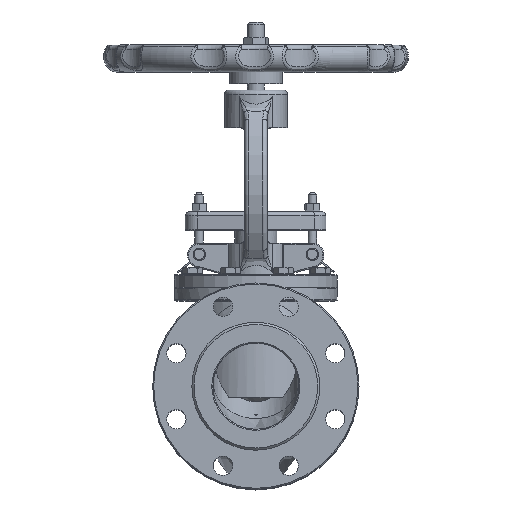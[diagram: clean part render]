
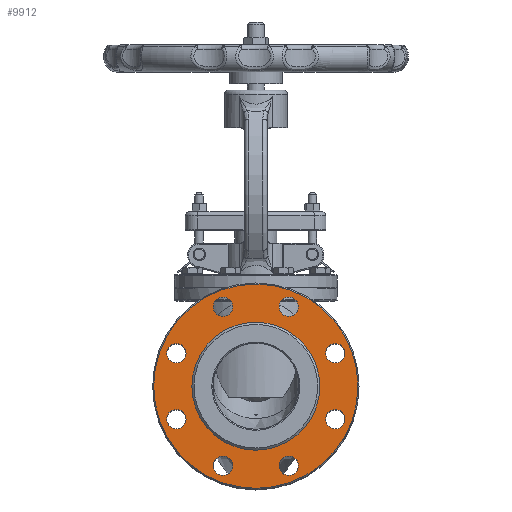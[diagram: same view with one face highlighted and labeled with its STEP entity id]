
A CAD part, top view. The second image highlights one B-rep face of the part: STEP entity #9912.
In plain terms, the highlighted planar face has unit normal (0, 0, 1).
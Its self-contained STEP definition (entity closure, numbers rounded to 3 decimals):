
#752=FACE_BOUND('',#2742,.T.);
#753=FACE_BOUND('',#2743,.T.);
#754=FACE_BOUND('',#2744,.T.);
#755=FACE_BOUND('',#2745,.T.);
#756=FACE_BOUND('',#2746,.T.);
#757=FACE_BOUND('',#2747,.T.);
#758=FACE_BOUND('',#2748,.T.);
#759=FACE_BOUND('',#2749,.T.);
#760=FACE_BOUND('',#2750,.T.);
#877=PLANE('',#10819);
#2061=FACE_OUTER_BOUND('',#2741,.T.);
#2741=EDGE_LOOP('',(#7102));
#2742=EDGE_LOOP('',(#7103));
#2743=EDGE_LOOP('',(#7104));
#2744=EDGE_LOOP('',(#7105));
#2745=EDGE_LOOP('',(#7106));
#2746=EDGE_LOOP('',(#7107));
#2747=EDGE_LOOP('',(#7108));
#2748=EDGE_LOOP('',(#7109));
#2749=EDGE_LOOP('',(#7110));
#2750=EDGE_LOOP('',(#7111));
#3404=CIRCLE('',#10818,95.);
#3405=CIRCLE('',#10820,59.5);
#3406=CIRCLE('',#10821,9.);
#3407=CIRCLE('',#10822,9.);
#3408=CIRCLE('',#10823,9.);
#3409=CIRCLE('',#10824,9.);
#3410=CIRCLE('',#10825,9.);
#3411=CIRCLE('',#10826,9.);
#3412=CIRCLE('',#10827,9.);
#3413=CIRCLE('',#10828,9.);
#4206=VERTEX_POINT('',#19132);
#4207=VERTEX_POINT('',#19136);
#4208=VERTEX_POINT('',#19138);
#4209=VERTEX_POINT('',#19140);
#4210=VERTEX_POINT('',#19142);
#4211=VERTEX_POINT('',#19144);
#4212=VERTEX_POINT('',#19146);
#4213=VERTEX_POINT('',#19148);
#4214=VERTEX_POINT('',#19150);
#4215=VERTEX_POINT('',#19152);
#5232=EDGE_CURVE('',#4206,#4206,#3404,.T.);
#5234=EDGE_CURVE('',#4207,#4207,#3405,.T.);
#5235=EDGE_CURVE('',#4208,#4208,#3406,.T.);
#5236=EDGE_CURVE('',#4209,#4209,#3407,.T.);
#5237=EDGE_CURVE('',#4210,#4210,#3408,.T.);
#5238=EDGE_CURVE('',#4211,#4211,#3409,.T.);
#5239=EDGE_CURVE('',#4212,#4212,#3410,.T.);
#5240=EDGE_CURVE('',#4213,#4213,#3411,.T.);
#5241=EDGE_CURVE('',#4214,#4214,#3412,.T.);
#5242=EDGE_CURVE('',#4215,#4215,#3413,.T.);
#7102=ORIENTED_EDGE('',*,*,#5232,.F.);
#7103=ORIENTED_EDGE('',*,*,#5234,.F.);
#7104=ORIENTED_EDGE('',*,*,#5235,.T.);
#7105=ORIENTED_EDGE('',*,*,#5236,.T.);
#7106=ORIENTED_EDGE('',*,*,#5237,.T.);
#7107=ORIENTED_EDGE('',*,*,#5238,.T.);
#7108=ORIENTED_EDGE('',*,*,#5239,.T.);
#7109=ORIENTED_EDGE('',*,*,#5240,.T.);
#7110=ORIENTED_EDGE('',*,*,#5241,.T.);
#7111=ORIENTED_EDGE('',*,*,#5242,.T.);
#9912=ADVANCED_FACE('',(#2061,#752,#753,#754,#755,#756,#757,#758,#759,#760),
#877,.T.);
#10818=AXIS2_PLACEMENT_3D('',#19133,#12455,#12456);
#10819=AXIS2_PLACEMENT_3D('',#19135,#12458,#12459);
#10820=AXIS2_PLACEMENT_3D('',#19137,#12460,#12461);
#10821=AXIS2_PLACEMENT_3D('',#19139,#12462,#12463);
#10822=AXIS2_PLACEMENT_3D('',#19141,#12464,#12465);
#10823=AXIS2_PLACEMENT_3D('',#19143,#12466,#12467);
#10824=AXIS2_PLACEMENT_3D('',#19145,#12468,#12469);
#10825=AXIS2_PLACEMENT_3D('',#19147,#12470,#12471);
#10826=AXIS2_PLACEMENT_3D('',#19149,#12472,#12473);
#10827=AXIS2_PLACEMENT_3D('',#19151,#12474,#12475);
#10828=AXIS2_PLACEMENT_3D('',#19153,#12476,#12477);
#12455=DIRECTION('center_axis',(0.,0.,-1.));
#12456=DIRECTION('ref_axis',(-1.,0.,0.));
#12458=DIRECTION('center_axis',(0.,0.,1.));
#12459=DIRECTION('ref_axis',(1.,0.,0.));
#12460=DIRECTION('center_axis',(0.,0.,1.));
#12461=DIRECTION('ref_axis',(-1.,0.,0.));
#12462=DIRECTION('center_axis',(0.,0.,-1.));
#12463=DIRECTION('ref_axis',(-1.,0.,0.));
#12464=DIRECTION('center_axis',(0.,0.,-1.));
#12465=DIRECTION('ref_axis',(-1.,0.,0.));
#12466=DIRECTION('center_axis',(0.,0.,-1.));
#12467=DIRECTION('ref_axis',(-1.,0.,0.));
#12468=DIRECTION('center_axis',(0.,0.,-1.));
#12469=DIRECTION('ref_axis',(-1.,0.,0.));
#12470=DIRECTION('center_axis',(0.,0.,-1.));
#12471=DIRECTION('ref_axis',(-1.,0.,0.));
#12472=DIRECTION('center_axis',(0.,0.,-1.));
#12473=DIRECTION('ref_axis',(-1.,0.,0.));
#12474=DIRECTION('center_axis',(0.,0.,-1.));
#12475=DIRECTION('ref_axis',(-1.,0.,0.));
#12476=DIRECTION('center_axis',(0.,0.,-1.));
#12477=DIRECTION('ref_axis',(-1.,0.,0.));
#19132=CARTESIAN_POINT('',(95.,0.,21.));
#19133=CARTESIAN_POINT('Origin',(0.,0.,21.));
#19135=CARTESIAN_POINT('Origin',(0.,0.,21.));
#19136=CARTESIAN_POINT('',(59.5,0.,21.));
#19137=CARTESIAN_POINT('Origin',(0.,0.,21.));
#19138=CARTESIAN_POINT('',(82.91,-30.615,21.));
#19139=CARTESIAN_POINT('Origin',(73.91,-30.615,21.));
#19140=CARTESIAN_POINT('',(82.91,30.615,21.));
#19141=CARTESIAN_POINT('Origin',(73.91,30.615,21.));
#19142=CARTESIAN_POINT('',(39.615,73.91,21.));
#19143=CARTESIAN_POINT('Origin',(30.615,73.91,21.));
#19144=CARTESIAN_POINT('',(-21.615,73.91,21.));
#19145=CARTESIAN_POINT('Origin',(-30.615,73.91,21.));
#19146=CARTESIAN_POINT('',(-64.91,30.615,21.));
#19147=CARTESIAN_POINT('Origin',(-73.91,30.615,21.));
#19148=CARTESIAN_POINT('',(-64.91,-30.615,21.));
#19149=CARTESIAN_POINT('Origin',(-73.91,-30.615,21.));
#19150=CARTESIAN_POINT('',(-21.615,-73.91,21.));
#19151=CARTESIAN_POINT('Origin',(-30.615,-73.91,21.));
#19152=CARTESIAN_POINT('',(39.615,-73.91,21.));
#19153=CARTESIAN_POINT('Origin',(30.615,-73.91,21.));
